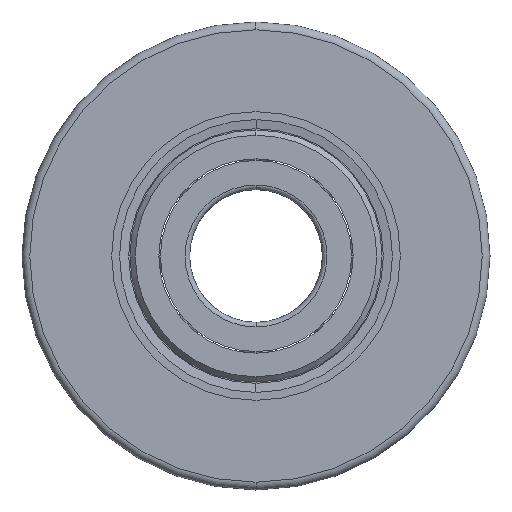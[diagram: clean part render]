
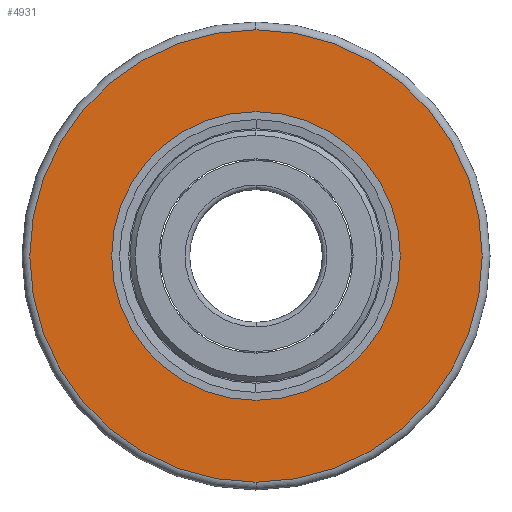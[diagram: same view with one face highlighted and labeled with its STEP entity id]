
A CAD part, left-side view. The second image highlights one B-rep face of the part: STEP entity #4931.
In plain terms, the highlighted planar face has unit normal (-1, 0, 0).
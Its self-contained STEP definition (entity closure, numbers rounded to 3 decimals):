
#31 = CARTESIAN_POINT ( 'NONE',  ( 0., 0., 18.5 ) ) ;
#85 = DIRECTION ( 'NONE',  ( -1., 0., 0. ) ) ;
#118 = CIRCLE ( 'NONE', #4638, 29. ) ;
#544 = CARTESIAN_POINT ( 'NONE',  ( 0., 0., -29. ) ) ;
#704 = ORIENTED_EDGE ( 'NONE', *, *, #5440, .F. ) ;
#797 = CIRCLE ( 'NONE', #2499, 18.5 ) ;
#934 = DIRECTION ( 'NONE',  ( 0., 0., 1. ) ) ;
#953 = DIRECTION ( 'NONE',  ( 0., 0., -1. ) ) ;
#1299 = EDGE_CURVE ( 'NONE', #5168, #2002, #5578, .T. ) ;
#1406 = VERTEX_POINT ( 'NONE', #3913 ) ;
#1430 = ORIENTED_EDGE ( 'NONE', *, *, #1299, .T. ) ;
#1467 = EDGE_LOOP ( 'NONE', ( #704, #5256 ) ) ;
#1476 = EDGE_CURVE ( 'NONE', #1406, #3590, #797, .T. ) ;
#1688 = EDGE_CURVE ( 'NONE', #2002, #5168, #118, .T. ) ;
#1813 = DIRECTION ( 'NONE',  ( 0., 0., -1. ) ) ;
#2002 = VERTEX_POINT ( 'NONE', #5137 ) ;
#2046 = AXIS2_PLACEMENT_3D ( 'NONE', #2191, #5215, #934 ) ;
#2105 = DIRECTION ( 'NONE',  ( 1., 0., 0. ) ) ;
#2191 = CARTESIAN_POINT ( 'NONE',  ( 0., 0., 0. ) ) ;
#2204 = CARTESIAN_POINT ( 'NONE',  ( 0., 0., 0. ) ) ;
#2210 = CARTESIAN_POINT ( 'NONE',  ( 0., 0., 0. ) ) ;
#2257 = DIRECTION ( 'NONE',  ( 0., 0., 1. ) ) ;
#2499 = AXIS2_PLACEMENT_3D ( 'NONE', #5337, #4887, #2257 ) ;
#3002 = AXIS2_PLACEMENT_3D ( 'NONE', #4278, #2105, #3461 ) ;
#3007 = PLANE ( 'NONE',  #3002 ) ;
#3095 = AXIS2_PLACEMENT_3D ( 'NONE', #2204, #3564, #1813 ) ;
#3461 = DIRECTION ( 'NONE',  ( 0., 0., -1. ) ) ;
#3564 = DIRECTION ( 'NONE',  ( -1., 0., 0. ) ) ;
#3590 = VERTEX_POINT ( 'NONE', #31 ) ;
#3651 = EDGE_LOOP ( 'NONE', ( #1430, #3910 ) ) ;
#3862 = FACE_BOUND ( 'NONE', #1467, .T. ) ;
#3910 = ORIENTED_EDGE ( 'NONE', *, *, #1688, .T. ) ;
#3913 = CARTESIAN_POINT ( 'NONE',  ( 0., 0., -18.5 ) ) ;
#4278 = CARTESIAN_POINT ( 'NONE',  ( 0., 18.5, 0. ) ) ;
#4334 = FACE_OUTER_BOUND ( 'NONE', #3651, .T. ) ;
#4638 = AXIS2_PLACEMENT_3D ( 'NONE', #2210, #85, #953 ) ;
#4674 = CIRCLE ( 'NONE', #2046, 18.5 ) ;
#4887 = DIRECTION ( 'NONE',  ( -1., 0., 0. ) ) ;
#4931 = ADVANCED_FACE ( 'NONE', ( #4334, #3862 ), #3007, .F. ) ;
#5137 = CARTESIAN_POINT ( 'NONE',  ( 0., 0., 29. ) ) ;
#5168 = VERTEX_POINT ( 'NONE', #544 ) ;
#5215 = DIRECTION ( 'NONE',  ( -1., 0., 0. ) ) ;
#5256 = ORIENTED_EDGE ( 'NONE', *, *, #1476, .F. ) ;
#5337 = CARTESIAN_POINT ( 'NONE',  ( 0., 0., 0. ) ) ;
#5440 = EDGE_CURVE ( 'NONE', #3590, #1406, #4674, .T. ) ;
#5578 = CIRCLE ( 'NONE', #3095, 29. ) ;
